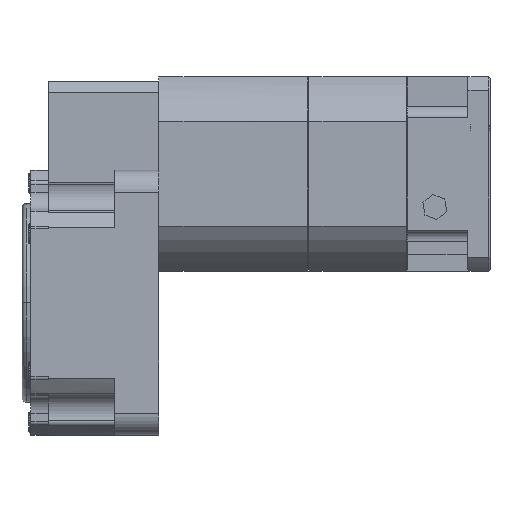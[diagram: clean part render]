
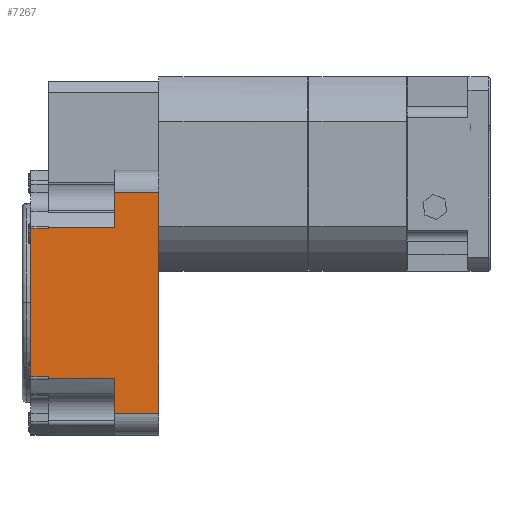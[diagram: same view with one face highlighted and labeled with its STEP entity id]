
A CAD part, left-side view. The second image highlights one B-rep face of the part: STEP entity #7267.
In plain terms, the highlighted planar face has unit normal (-1, 0, 0).
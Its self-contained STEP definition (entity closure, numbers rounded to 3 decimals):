
#86 = DIRECTION ( 'NONE',  ( 0., 0., 1. ) ) ;
#105 = LINE ( 'NONE', #26900, #10850 ) ;
#165 = CARTESIAN_POINT ( 'NONE',  ( -30., 25., 17.037 ) ) ;
#269 = EDGE_CURVE ( 'NONE', #23438, #25348, #9386, .T. ) ;
#895 = VECTOR ( 'NONE', #23461, 1000. ) ;
#1203 = DIRECTION ( 'NONE',  ( 0., 0., 1. ) ) ;
#1290 = ORIENTED_EDGE ( 'NONE', *, *, #5829, .F. ) ;
#1568 = VERTEX_POINT ( 'NONE', #165 ) ;
#2054 = EDGE_CURVE ( 'NONE', #25348, #16893, #18065, .T. ) ;
#2268 = ORIENTED_EDGE ( 'NONE', *, *, #22539, .T. ) ;
#2642 = ORIENTED_EDGE ( 'NONE', *, *, #23229, .T. ) ;
#2679 = LINE ( 'NONE', #6715, #13395 ) ;
#3361 = ORIENTED_EDGE ( 'NONE', *, *, #24880, .T. ) ;
#3402 = CARTESIAN_POINT ( 'NONE',  ( -30., 25., 16.771 ) ) ;
#3463 = CARTESIAN_POINT ( 'NONE',  ( -30., 10., 17.037 ) ) ;
#4461 = ORIENTED_EDGE ( 'NONE', *, *, #269, .F. ) ;
#5394 = CARTESIAN_POINT ( 'NONE',  ( -30., 10., -17.037 ) ) ;
#5829 = EDGE_CURVE ( 'NONE', #16893, #20850, #22180, .T. ) ;
#6307 = CARTESIAN_POINT ( 'NONE',  ( -30., 29., 16.771 ) ) ;
#6485 = CARTESIAN_POINT ( 'NONE',  ( -30., 10., 25. ) ) ;
#6639 = VECTOR ( 'NONE', #8530, 1000. ) ;
#6715 = CARTESIAN_POINT ( 'NONE',  ( -30., 0., -30. ) ) ;
#7175 = CARTESIAN_POINT ( 'NONE',  ( -30., 25., -30. ) ) ;
#7267 = ADVANCED_FACE ( 'NONE', ( #16904 ), #24375, .F. ) ;
#7578 = ORIENTED_EDGE ( 'NONE', *, *, #13151, .T. ) ;
#7652 = DIRECTION ( 'NONE',  ( 0., 1., 0. ) ) ;
#8084 = VECTOR ( 'NONE', #25171, 1000. ) ;
#8100 = CARTESIAN_POINT ( 'NONE',  ( -30., 0., 25. ) ) ;
#8132 = VERTEX_POINT ( 'NONE', #8100 ) ;
#8447 = EDGE_LOOP ( 'NONE', ( #2642, #12282, #16922, #21260, #8767, #7578, #21374, #2268, #1290, #27658, #4461, #3361 ) ) ;
#8508 = CARTESIAN_POINT ( 'NONE',  ( -30., 25., -25. ) ) ;
#8530 = DIRECTION ( 'NONE',  ( 0., 1., 0. ) ) ;
#8767 = ORIENTED_EDGE ( 'NONE', *, *, #17880, .F. ) ;
#8874 = DIRECTION ( 'NONE',  ( 0., 0., 1. ) ) ;
#8924 = LINE ( 'NONE', #21579, #18996 ) ;
#9386 = LINE ( 'NONE', #5394, #14405 ) ;
#9575 = VERTEX_POINT ( 'NONE', #3402 ) ;
#10030 = LINE ( 'NONE', #22704, #21414 ) ;
#10058 = VECTOR ( 'NONE', #24903, 1000. ) ;
#10375 = VERTEX_POINT ( 'NONE', #13360 ) ;
#10465 = VECTOR ( 'NONE', #25116, 1000. ) ;
#10632 = EDGE_CURVE ( 'NONE', #22967, #1568, #10030, .T. ) ;
#10850 = VECTOR ( 'NONE', #1203, 1000. ) ;
#11309 = CARTESIAN_POINT ( 'NONE',  ( -30., 10., -25. ) ) ;
#11575 = DIRECTION ( 'NONE',  ( 1., 0., 0. ) ) ;
#11852 = DIRECTION ( 'NONE',  ( 0., 0., 1. ) ) ;
#12282 = ORIENTED_EDGE ( 'NONE', *, *, #24462, .T. ) ;
#12363 = CARTESIAN_POINT ( 'NONE',  ( -30., 29., -16.771 ) ) ;
#13045 = DIRECTION ( 'NONE',  ( 0., 0., 1. ) ) ;
#13151 = EDGE_CURVE ( 'NONE', #9575, #22119, #21446, .T. ) ;
#13360 = CARTESIAN_POINT ( 'NONE',  ( -30., 29., -16.771 ) ) ;
#13395 = VECTOR ( 'NONE', #8874, 1000. ) ;
#14405 = VECTOR ( 'NONE', #11852, 1000. ) ;
#15530 = VERTEX_POINT ( 'NONE', #23003 ) ;
#16523 = VECTOR ( 'NONE', #86, 1000. ) ;
#16846 = DIRECTION ( 'NONE',  ( 0., 1., 0. ) ) ;
#16893 = VERTEX_POINT ( 'NONE', #17180 ) ;
#16904 = FACE_OUTER_BOUND ( 'NONE', #8447, .T. ) ;
#16922 = ORIENTED_EDGE ( 'NONE', *, *, #25588, .F. ) ;
#17171 = EDGE_CURVE ( 'NONE', #10375, #22119, #105, .T. ) ;
#17180 = CARTESIAN_POINT ( 'NONE',  ( -30., 25., -17.037 ) ) ;
#17880 = EDGE_CURVE ( 'NONE', #9575, #1568, #21839, .T. ) ;
#18009 = LINE ( 'NONE', #8508, #895 ) ;
#18065 = LINE ( 'NONE', #27530, #23045 ) ;
#18965 = VERTEX_POINT ( 'NONE', #6485 ) ;
#18996 = VECTOR ( 'NONE', #13045, 1000. ) ;
#19482 = LINE ( 'NONE', #12363, #8084 ) ;
#20741 = AXIS2_PLACEMENT_3D ( 'NONE', #7175, #11575, #26562 ) ;
#20850 = VERTEX_POINT ( 'NONE', #25186 ) ;
#20949 = CARTESIAN_POINT ( 'NONE',  ( -30., 25., -30. ) ) ;
#21260 = ORIENTED_EDGE ( 'NONE', *, *, #10632, .T. ) ;
#21374 = ORIENTED_EDGE ( 'NONE', *, *, #17171, .F. ) ;
#21414 = VECTOR ( 'NONE', #7652, 1000. ) ;
#21446 = LINE ( 'NONE', #22744, #10058 ) ;
#21579 = CARTESIAN_POINT ( 'NONE',  ( -30., 10., 30. ) ) ;
#21839 = LINE ( 'NONE', #20949, #10465 ) ;
#22119 = VERTEX_POINT ( 'NONE', #6307 ) ;
#22180 = LINE ( 'NONE', #27765, #16523 ) ;
#22539 = EDGE_CURVE ( 'NONE', #10375, #20850, #19482, .T. ) ;
#22704 = CARTESIAN_POINT ( 'NONE',  ( -30., 10., 17.037 ) ) ;
#22744 = CARTESIAN_POINT ( 'NONE',  ( -30., 29., 16.771 ) ) ;
#22967 = VERTEX_POINT ( 'NONE', #3463 ) ;
#23003 = CARTESIAN_POINT ( 'NONE',  ( -30., 0., -25. ) ) ;
#23045 = VECTOR ( 'NONE', #16846, 1000. ) ;
#23229 = EDGE_CURVE ( 'NONE', #15530, #8132, #2679, .T. ) ;
#23438 = VERTEX_POINT ( 'NONE', #11309 ) ;
#23461 = DIRECTION ( 'NONE',  ( 0., -1., 0. ) ) ;
#23688 = LINE ( 'NONE', #27764, #6639 ) ;
#24375 = PLANE ( 'NONE',  #20741 ) ;
#24462 = EDGE_CURVE ( 'NONE', #8132, #18965, #23688, .T. ) ;
#24848 = CARTESIAN_POINT ( 'NONE',  ( -30., 10., -17.037 ) ) ;
#24880 = EDGE_CURVE ( 'NONE', #23438, #15530, #18009, .T. ) ;
#24903 = DIRECTION ( 'NONE',  ( 0., 1., 0. ) ) ;
#25116 = DIRECTION ( 'NONE',  ( 0., 0., 1. ) ) ;
#25171 = DIRECTION ( 'NONE',  ( 0., -1., 0. ) ) ;
#25186 = CARTESIAN_POINT ( 'NONE',  ( -30., 25., -16.771 ) ) ;
#25348 = VERTEX_POINT ( 'NONE', #24848 ) ;
#25588 = EDGE_CURVE ( 'NONE', #22967, #18965, #8924, .T. ) ;
#26562 = DIRECTION ( 'NONE',  ( 0., 0., -1. ) ) ;
#26900 = CARTESIAN_POINT ( 'NONE',  ( -30., 29., 17.037 ) ) ;
#27530 = CARTESIAN_POINT ( 'NONE',  ( -30., 10., -17.037 ) ) ;
#27658 = ORIENTED_EDGE ( 'NONE', *, *, #2054, .F. ) ;
#27764 = CARTESIAN_POINT ( 'NONE',  ( -30., 25., 25. ) ) ;
#27765 = CARTESIAN_POINT ( 'NONE',  ( -30., 25., -30. ) ) ;
